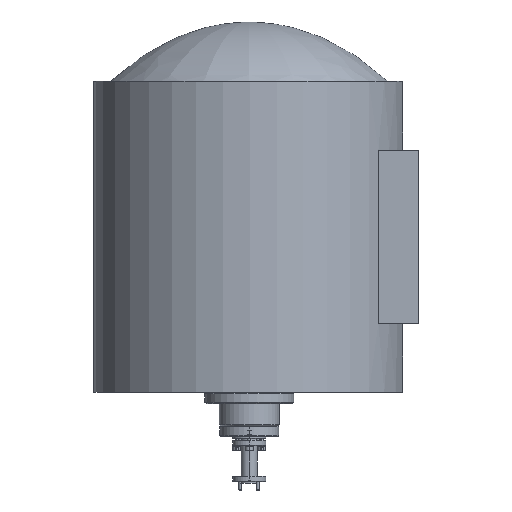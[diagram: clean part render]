
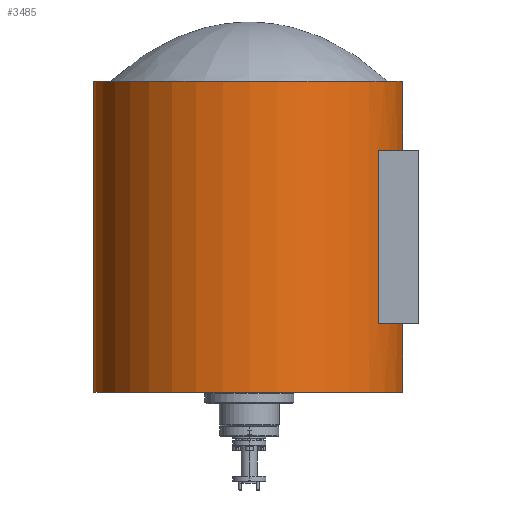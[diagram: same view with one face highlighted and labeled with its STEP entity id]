
A CAD part, left-side view. The second image highlights one B-rep face of the part: STEP entity #3485.
In plain terms, the highlighted cylindrical face has radius 88.9 mm (diameter 177.8 mm), a partial arc.
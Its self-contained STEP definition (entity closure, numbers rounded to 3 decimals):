
#822 = CARTESIAN_POINT ( 'NONE',  ( 0., 0., -30.679 ) ) ;
#928 = CIRCLE ( 'NONE', #25320, 88.9 ) ;
#962 = CIRCLE ( 'NONE', #23967, 88.9 ) ;
#1877 = CARTESIAN_POINT ( 'NONE',  ( -14.973, -87.63, -169.109 ) ) ;
#2715 = VECTOR ( 'NONE', #4425, 1000. ) ;
#3307 = VERTEX_POINT ( 'NONE', #39492 ) ;
#3368 = CIRCLE ( 'NONE', #14512, 88.9 ) ;
#3485 = ADVANCED_FACE ( 'NONE', ( #7842 ), #11312, .T. ) ;
#3708 = VERTEX_POINT ( 'NONE', #39234 ) ;
#3756 = DIRECTION ( 'NONE',  ( -1., 0., 0. ) ) ;
#4061 = AXIS2_PLACEMENT_3D ( 'NONE', #822, #27623, #7349 ) ;
#4425 = DIRECTION ( 'NONE',  ( 0., 0., 1. ) ) ;
#4428 = EDGE_CURVE ( 'NONE', #3307, #34967, #3368, .T. ) ;
#4548 = LINE ( 'NONE', #27677, #32563 ) ;
#4587 = CARTESIAN_POINT ( 'NONE',  ( -49.53, -73.824, -169.109 ) ) ;
#5000 = DIRECTION ( 'NONE',  ( 0., 0., 1. ) ) ;
#7349 = DIRECTION ( 'NONE',  ( 0., -1., 0. ) ) ;
#7523 = EDGE_CURVE ( 'NONE', #33960, #17936, #4548, .T. ) ;
#7842 = FACE_OUTER_BOUND ( 'NONE', #37335, .T. ) ;
#8490 = DIRECTION ( 'NONE',  ( -1., 0., 0. ) ) ;
#9278 = VERTEX_POINT ( 'NONE', #1877 ) ;
#10096 = ORIENTED_EDGE ( 'NONE', *, *, #7523, .T. ) ;
#10257 = CARTESIAN_POINT ( 'NONE',  ( 0., 88.9, -30.679 ) ) ;
#10546 = CARTESIAN_POINT ( 'NONE',  ( -14.973, -87.63, -208.479 ) ) ;
#11084 = DIRECTION ( 'NONE',  ( 0., 0., 1. ) ) ;
#11312 = CYLINDRICAL_SURFACE ( 'NONE', #12332, 88.9 ) ;
#11637 = DIRECTION ( 'NONE',  ( 0., 0., -1. ) ) ;
#12011 = DIRECTION ( 'NONE',  ( 0., 0., 1. ) ) ;
#12332 = AXIS2_PLACEMENT_3D ( 'NONE', #38396, #21585, #34897 ) ;
#12809 = LINE ( 'NONE', #15874, #18209 ) ;
#13779 = DIRECTION ( 'NONE',  ( 0., 0., 1. ) ) ;
#14201 = CARTESIAN_POINT ( 'NONE',  ( 0., 0., -70.049 ) ) ;
#14278 = ORIENTED_EDGE ( 'NONE', *, *, #15561, .T. ) ;
#14473 = CARTESIAN_POINT ( 'NONE',  ( 0., 0., -208.479 ) ) ;
#14512 = AXIS2_PLACEMENT_3D ( 'NONE', #14473, #11637, #24973 ) ;
#15423 = EDGE_CURVE ( 'NONE', #17936, #33263, #962, .T. ) ;
#15464 = LINE ( 'NONE', #10546, #2715 ) ;
#15561 = EDGE_CURVE ( 'NONE', #3307, #9278, #22059, .T. ) ;
#15662 = DIRECTION ( 'NONE',  ( 0., 0., 1. ) ) ;
#15874 = CARTESIAN_POINT ( 'NONE',  ( 0., 88.9, -208.479 ) ) ;
#16077 = EDGE_CURVE ( 'NONE', #34967, #29202, #12809, .T. ) ;
#17936 = VERTEX_POINT ( 'NONE', #36085 ) ;
#18043 = EDGE_CURVE ( 'NONE', #33263, #3708, #15464, .T. ) ;
#18209 = VECTOR ( 'NONE', #15662, 1000. ) ;
#18760 = CARTESIAN_POINT ( 'NONE',  ( -14.973, -87.63, -208.479 ) ) ;
#21585 = DIRECTION ( 'NONE',  ( 0., 0., 1. ) ) ;
#22059 = LINE ( 'NONE', #18760, #26714 ) ;
#23967 = AXIS2_PLACEMENT_3D ( 'NONE', #14201, #13779, #3756 ) ;
#24175 = CARTESIAN_POINT ( 'NONE',  ( -14.973, -87.63, -70.049 ) ) ;
#24433 = CARTESIAN_POINT ( 'NONE',  ( 0., 0., -169.109 ) ) ;
#24973 = DIRECTION ( 'NONE',  ( 0., -1., 0. ) ) ;
#25320 = AXIS2_PLACEMENT_3D ( 'NONE', #24433, #5000, #8490 ) ;
#25446 = ORIENTED_EDGE ( 'NONE', *, *, #39689, .T. ) ;
#26714 = VECTOR ( 'NONE', #12011, 1000. ) ;
#27623 = DIRECTION ( 'NONE',  ( 0., 0., -1. ) ) ;
#27677 = CARTESIAN_POINT ( 'NONE',  ( -49.53, -73.824, -169.109 ) ) ;
#29202 = VERTEX_POINT ( 'NONE', #10257 ) ;
#30362 = EDGE_CURVE ( 'NONE', #33960, #9278, #928, .T. ) ;
#31800 = CARTESIAN_POINT ( 'NONE',  ( 0., 88.9, -208.479 ) ) ;
#32563 = VECTOR ( 'NONE', #11084, 1000. ) ;
#33263 = VERTEX_POINT ( 'NONE', #24175 ) ;
#33506 = ORIENTED_EDGE ( 'NONE', *, *, #30362, .F. ) ;
#33960 = VERTEX_POINT ( 'NONE', #4587 ) ;
#34114 = CIRCLE ( 'NONE', #4061, 88.9 ) ;
#34897 = DIRECTION ( 'NONE',  ( 0., 1., 0. ) ) ;
#34967 = VERTEX_POINT ( 'NONE', #31800 ) ;
#36085 = CARTESIAN_POINT ( 'NONE',  ( -49.53, -73.824, -70.049 ) ) ;
#36595 = ORIENTED_EDGE ( 'NONE', *, *, #18043, .T. ) ;
#37335 = EDGE_LOOP ( 'NONE', ( #41690, #42849, #14278, #33506, #10096, #41473, #36595, #25446 ) ) ;
#38396 = CARTESIAN_POINT ( 'NONE',  ( 0., 0., -208.479 ) ) ;
#39234 = CARTESIAN_POINT ( 'NONE',  ( -14.973, -87.63, -30.679 ) ) ;
#39492 = CARTESIAN_POINT ( 'NONE',  ( -14.973, -87.63, -208.479 ) ) ;
#39689 = EDGE_CURVE ( 'NONE', #3708, #29202, #34114, .T. ) ;
#41473 = ORIENTED_EDGE ( 'NONE', *, *, #15423, .T. ) ;
#41690 = ORIENTED_EDGE ( 'NONE', *, *, #16077, .F. ) ;
#42849 = ORIENTED_EDGE ( 'NONE', *, *, #4428, .F. ) ;
